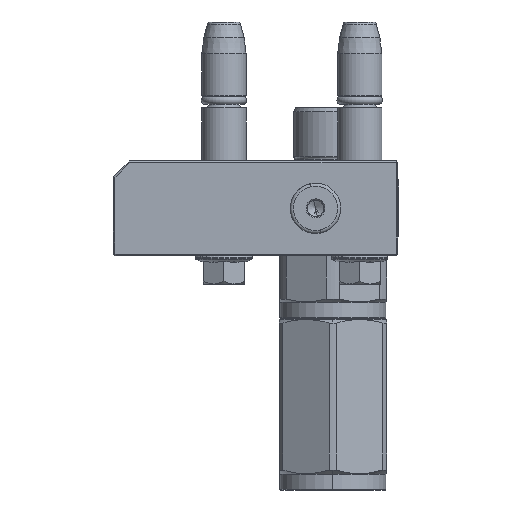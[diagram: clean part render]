
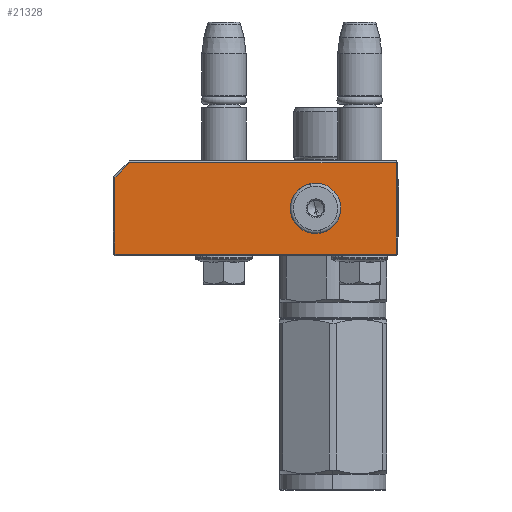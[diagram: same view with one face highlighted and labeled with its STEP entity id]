
A CAD part, front view. The second image highlights one B-rep face of the part: STEP entity #21328.
In plain terms, the highlighted face is planar.
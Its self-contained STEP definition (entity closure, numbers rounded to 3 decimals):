
#4782 = DIRECTION ( 'NONE',  ( 0., -1., 0. ) ) ;
#4918 = LINE ( 'NONE', #38555, #52407 ) ;
#4995 = VERTEX_POINT ( 'NONE', #22921 ) ;
#5330 = ORIENTED_EDGE ( 'NONE', *, *, #22912, .T. ) ;
#5423 = LINE ( 'NONE', #18583, #39939 ) ;
#5683 = LINE ( 'NONE', #34222, #27222 ) ;
#9203 = CARTESIAN_POINT ( 'NONE',  ( 94., 0.5, 44.5 ) ) ;
#9980 = EDGE_CURVE ( 'NONE', #27423, #51055, #14098, .T. ) ;
#12717 = CARTESIAN_POINT ( 'NONE',  ( 94., 9.68, 19. ) ) ;
#12850 = ORIENTED_EDGE ( 'NONE', *, *, #41990, .T. ) ;
#12915 = ORIENTED_EDGE ( 'NONE', *, *, #48351, .T. ) ;
#14014 = DIRECTION ( 'NONE',  ( 0., 0., -1. ) ) ;
#14098 = LINE ( 'NONE', #38741, #43528 ) ;
#14967 = AXIS2_PLACEMENT_3D ( 'NONE', #51707, #31822, #45632 ) ;
#15430 = VERTEX_POINT ( 'NONE', #12717 ) ;
#15759 = AXIS2_PLACEMENT_3D ( 'NONE', #49772, #17356, #53973 ) ;
#16695 = LINE ( 'NONE', #24123, #47668 ) ;
#17356 = DIRECTION ( 'NONE',  ( 1., 0., 0. ) ) ;
#18583 = CARTESIAN_POINT ( 'NONE',  ( 94., 0.5, 44.5 ) ) ;
#20643 = DIRECTION ( 'NONE',  ( 0., 1., 0. ) ) ;
#20909 = EDGE_CURVE ( 'NONE', #15430, #53038, #31315, .T. ) ;
#21328 = ADVANCED_FACE ( 'NONE', ( #31887, #44080 ), #31689, .T. ) ;
#22565 = EDGE_LOOP ( 'NONE', ( #36321, #12850 ) ) ;
#22646 = AXIS2_PLACEMENT_3D ( 'NONE', #40569, #46192, #4782 ) ;
#22912 = EDGE_CURVE ( 'NONE', #40184, #4995, #4918, .T. ) ;
#22921 = CARTESIAN_POINT ( 'NONE',  ( 94., 29.5, -44.5 ) ) ;
#24123 = CARTESIAN_POINT ( 'NONE',  ( 94., 29.5, 44.5 ) ) ;
#26198 = EDGE_CURVE ( 'NONE', #27423, #28315, #5423, .T. ) ;
#27222 = VECTOR ( 'NONE', #43623, 1000. ) ;
#27423 = VERTEX_POINT ( 'NONE', #9203 ) ;
#28315 = VERTEX_POINT ( 'NONE', #48119 ) ;
#28472 = CIRCLE ( 'NONE', #14967, 5.32 ) ;
#30380 = CARTESIAN_POINT ( 'NONE',  ( 94., 29.5, 44.5 ) ) ;
#31315 = CIRCLE ( 'NONE', #22646, 5.32 ) ;
#31689 = PLANE ( 'NONE',  #15759 ) ;
#31822 = DIRECTION ( 'NONE',  ( -1., 0., 0. ) ) ;
#31887 = FACE_BOUND ( 'NONE', #22565, .T. ) ;
#34222 = CARTESIAN_POINT ( 'NONE',  ( 94., 0.5, -39.793 ) ) ;
#36078 = ORIENTED_EDGE ( 'NONE', *, *, #43470, .F. ) ;
#36321 = ORIENTED_EDGE ( 'NONE', *, *, #20909, .T. ) ;
#38202 = DIRECTION ( 'NONE',  ( 0., 0., -1. ) ) ;
#38555 = CARTESIAN_POINT ( 'NONE',  ( 94., 5.207, -44.5 ) ) ;
#38741 = CARTESIAN_POINT ( 'NONE',  ( 94., 0.5, 44.5 ) ) ;
#39939 = VECTOR ( 'NONE', #14014, 1000. ) ;
#40184 = VERTEX_POINT ( 'NONE', #52945 ) ;
#40569 = CARTESIAN_POINT ( 'NONE',  ( 94., 15., 19. ) ) ;
#41294 = ORIENTED_EDGE ( 'NONE', *, *, #26198, .T. ) ;
#41990 = EDGE_CURVE ( 'NONE', #53038, #15430, #28472, .T. ) ;
#43368 = DIRECTION ( 'NONE',  ( 0., 1., 0. ) ) ;
#43470 = EDGE_CURVE ( 'NONE', #51055, #4995, #16695, .T. ) ;
#43528 = VECTOR ( 'NONE', #43368, 1000. ) ;
#43540 = CARTESIAN_POINT ( 'NONE',  ( 94., 20.32, 19. ) ) ;
#43623 = DIRECTION ( 'NONE',  ( 0., 0.707, -0.707 ) ) ;
#44080 = FACE_OUTER_BOUND ( 'NONE', #46964, .T. ) ;
#45632 = DIRECTION ( 'NONE',  ( 0., 1., 0. ) ) ;
#46192 = DIRECTION ( 'NONE',  ( -1., 0., 0. ) ) ;
#46964 = EDGE_LOOP ( 'NONE', ( #12915, #5330, #36078, #48300, #41294 ) ) ;
#47668 = VECTOR ( 'NONE', #38202, 1000. ) ;
#48119 = CARTESIAN_POINT ( 'NONE',  ( 94., 0.5, -39.793 ) ) ;
#48300 = ORIENTED_EDGE ( 'NONE', *, *, #9980, .F. ) ;
#48351 = EDGE_CURVE ( 'NONE', #28315, #40184, #5683, .T. ) ;
#49772 = CARTESIAN_POINT ( 'NONE',  ( 94., 0., 45. ) ) ;
#51055 = VERTEX_POINT ( 'NONE', #30380 ) ;
#51707 = CARTESIAN_POINT ( 'NONE',  ( 94., 15., 19. ) ) ;
#52407 = VECTOR ( 'NONE', #20643, 1000. ) ;
#52945 = CARTESIAN_POINT ( 'NONE',  ( 94., 5.207, -44.5 ) ) ;
#53038 = VERTEX_POINT ( 'NONE', #43540 ) ;
#53973 = DIRECTION ( 'NONE',  ( 0., 0., -1. ) ) ;
